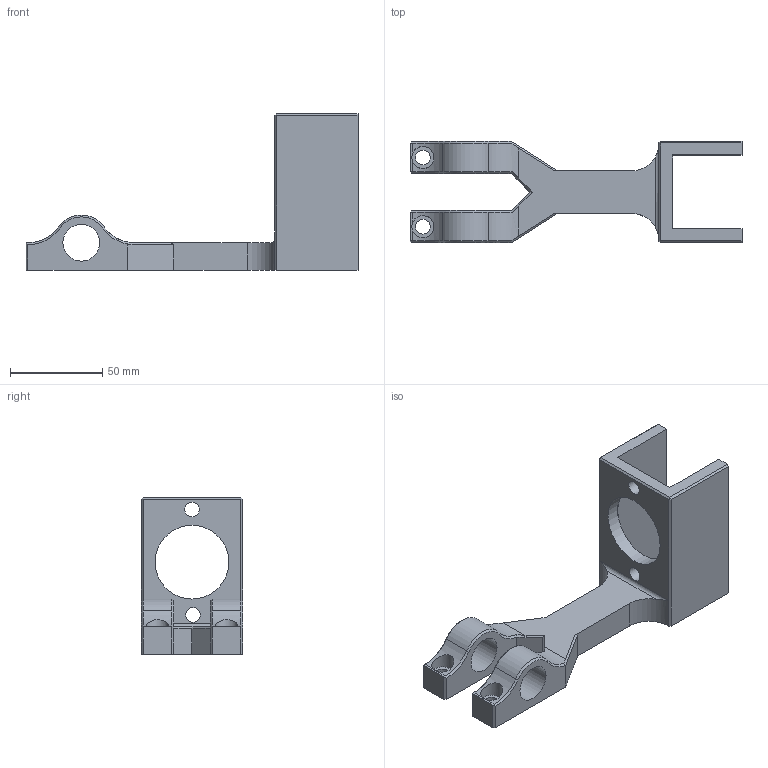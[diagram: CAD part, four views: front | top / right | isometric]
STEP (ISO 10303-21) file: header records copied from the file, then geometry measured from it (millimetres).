
FILE_DESCRIPTION(/* description */ (''),/* implementation_level */ '2;1');
FILE_NAME(/* name */ 'Base_B-C_v2 v8.step',/* time_stamp */ '2021-02-16T12:27:12+01:00',/* author */ (''),/* organization */ (''),/* preprocessor_version */ 'ST-DEVELOPER v18.1',/* originating_system */ 'Autodesk Translation Framework v9.7.0.1280',/* authorisation */ '');
FILE_SCHEMA (('AUTOMOTIVE_DESIGN { 1 0 10303 214 3 1 1 }'));
Length unit declared in the file: millimetre
Products named in the file (1): Base_B-C_v2
Bounding box: 180 x 55 x 85 mm (x, y, z)
Volume: 135659.1 mm3; surface area: 41723.9 mm2
Topology: 1 solids, 1 shells, 85 faces, 222 edges, 138 vertices
Faces by surface type: plane 47, cylinder 18, cone 12, bspline 8
Full cylindrical faces by diameter (mm): 8 x4, 12 x2, 20 x2, 40 x1
Entity records: 2835 total; most frequent: CARTESIAN_POINT 728, ORIENTED_EDGE 444, DIRECTION 401, EDGE_CURVE 222, LINE 143, VECTOR 143, VERTEX_POINT 138, AXIS2_PLACEMENT_3D 129
